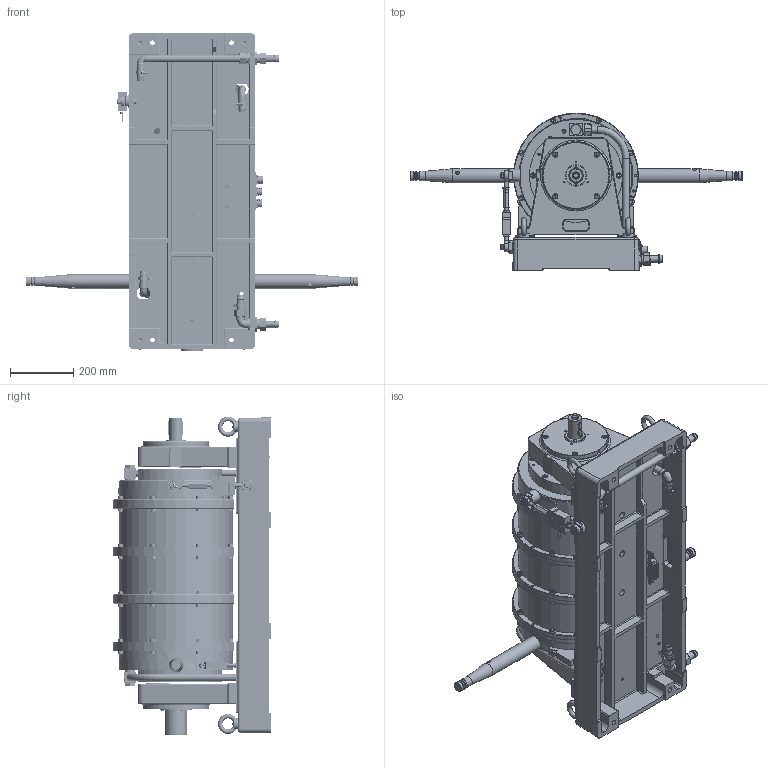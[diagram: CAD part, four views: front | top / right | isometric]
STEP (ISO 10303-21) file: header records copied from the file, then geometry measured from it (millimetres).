
FILE_DESCRIPTION (( 'STEP AP203' ), '1' );
FILE_NAME ('314-401-000-051_EF_4WB15.STEP', '2014-07-09T06:57:55', ( 'ajoy' ), ( 'Microsoft' ), 'SwSTEP 2.0', 'SolidWorks 2014', '' );
FILE_SCHEMA (( 'CONFIG_CONTROL_DESIGN' ));
Products named in the file (1): 314-401-000-051_EF_4WB15
Bounding box: 1050 x 497.5 x 1006.9 mm (x, y, z)
Surface area: 3709041.1 mm2 (no closed solid volume)
Topology: 0 solids, 417 shells, 2304 faces, 9876 edges, 7745 vertices
Faces by surface type: plane 1235, cylinder 604, cone 237, torus 152, sphere 42, bspline 34
Full cylindrical faces by diameter (mm): 1.5 x14, 2.5 x4, 3 x2, 3.3 x6, 4 x1, 4.2 x3, 4.5 x6, 5.5 x12, 6.8 x9, 7 x10, 7.5 x3, 8 x18, 8.5 x9, 8.6 x2, 9.5 x2, 10 x27, 10.2 x8, 11.3 x1, 12 x6, 15 x6, 16 x32, 16.5 x8, 17 x1, 17.5 x1, 18 x6, 18.5 x2, 19 x8, 20 x6, 22 x12, 24 x6
Entity records: 112980 total; most frequent: CARTESIAN_POINT 39117, DIRECTION 13914, ORIENTED_EDGE 12488, EDGE_CURVE 9244, VERTEX_POINT 7602, AXIS2_PLACEMENT_3D 4660, VECTOR 4594, LINE 4594
